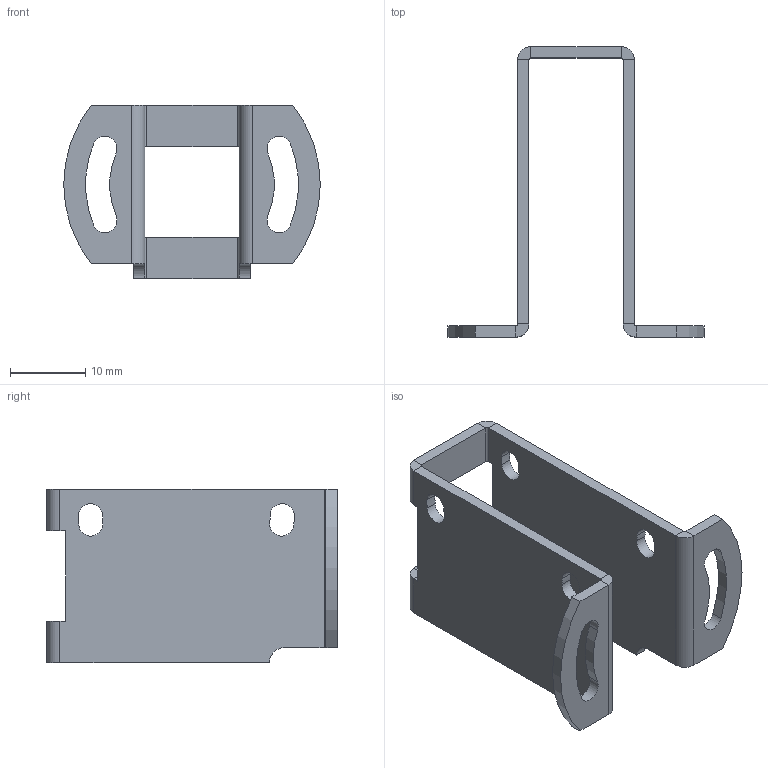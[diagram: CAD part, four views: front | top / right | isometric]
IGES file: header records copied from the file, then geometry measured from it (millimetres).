
Start section:  PTC IGES file: 141842.igs
Global section: file name: 141842.igs; native system: Pro/ENGINEER by Parametric Technology Corporation; preprocessor: 2006170; author: banengservice; organization: Unknown; date: 20080815.090629; units: inch
Bounding box: 34 x 38.5 x 23 mm (x, y, z)
Volume: 3002.3 mm3; surface area: 4620.1 mm2
Topology: 1 solids, 1 shells, 84 faces, 204 edges, 120 vertices
Faces by surface type: bspline 44, revolution 40
